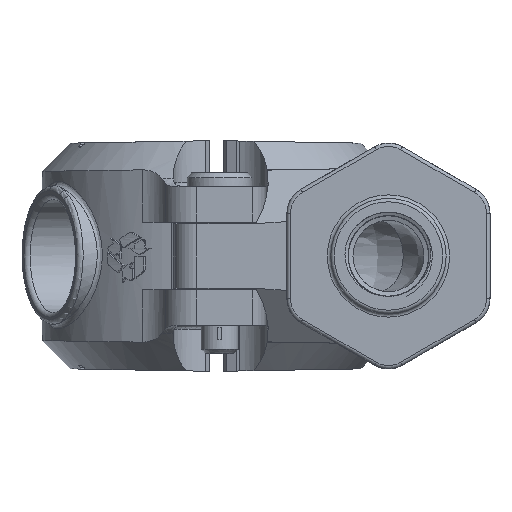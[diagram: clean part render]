
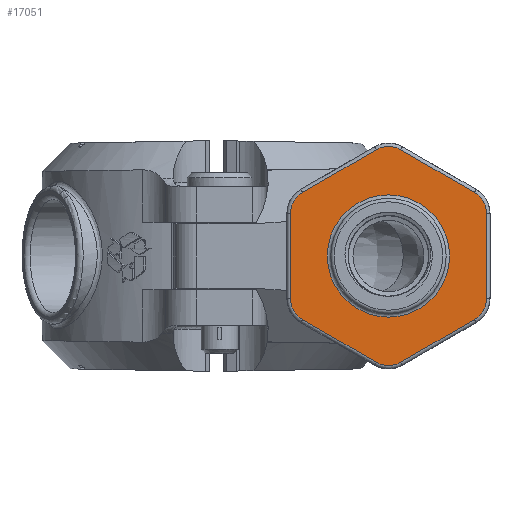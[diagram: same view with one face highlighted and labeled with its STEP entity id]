
A CAD part, front view. The second image highlights one B-rep face of the part: STEP entity #17051.
In plain terms, the highlighted planar face has unit normal (0, -1, 0).
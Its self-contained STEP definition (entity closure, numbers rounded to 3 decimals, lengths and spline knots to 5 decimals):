
#195=PLANE('',#18370);
#698=FACE_BOUND('',#5064,.T.);
#1146=CIRCLE('',#17945,0.00525);
#1287=CIRCLE('',#18371,0.00525);
#1288=CIRCLE('',#18372,0.00525);
#1289=CIRCLE('',#18373,0.00525);
#1290=CIRCLE('',#18374,0.00525);
#1291=CIRCLE('',#18375,0.00525);
#1292=CIRCLE('',#18376,0.01325);
#1293=CIRCLE('',#18377,0.01325);
#2151=LINE('',#47187,#3081);
#2152=LINE('',#47191,#3082);
#2153=LINE('',#47195,#3083);
#2154=LINE('',#47199,#3084);
#2155=LINE('',#47202,#3085);
#2156=LINE('',#47203,#3086);
#3081=VECTOR('',#21393,1.);
#3082=VECTOR('',#21396,1.);
#3083=VECTOR('',#21399,1.);
#3084=VECTOR('',#21402,1.);
#3085=VECTOR('',#21405,1.);
#3086=VECTOR('',#21406,1.);
#4065=FACE_OUTER_BOUND('',#5063,.T.);
#5063=EDGE_LOOP('',(#13838,#13839,#13840,#13841,#13842,#13843,#13844,#13845,
#13846,#13847,#13848,#13849));
#5064=EDGE_LOOP('',(#13850,#13851));
#7544=VERTEX_POINT('',#38680);
#7547=VERTEX_POINT('',#38685);
#7936=VERTEX_POINT('',#47183);
#7937=VERTEX_POINT('',#47184);
#7938=VERTEX_POINT('',#47186);
#7939=VERTEX_POINT('',#47188);
#7940=VERTEX_POINT('',#47190);
#7941=VERTEX_POINT('',#47192);
#7942=VERTEX_POINT('',#47194);
#7943=VERTEX_POINT('',#47196);
#7944=VERTEX_POINT('',#47198);
#7945=VERTEX_POINT('',#47200);
#7946=VERTEX_POINT('',#47204);
#7947=VERTEX_POINT('',#47205);
#9430=EDGE_CURVE('',#7544,#7547,#1146,.T.);
#10179=EDGE_CURVE('',#7936,#7937,#1287,.T.);
#10180=EDGE_CURVE('',#7937,#7938,#2151,.T.);
#10181=EDGE_CURVE('',#7938,#7939,#1288,.T.);
#10182=EDGE_CURVE('',#7939,#7940,#2152,.T.);
#10183=EDGE_CURVE('',#7940,#7941,#1289,.T.);
#10184=EDGE_CURVE('',#7941,#7942,#2153,.T.);
#10185=EDGE_CURVE('',#7942,#7943,#1290,.T.);
#10186=EDGE_CURVE('',#7943,#7944,#2154,.T.);
#10187=EDGE_CURVE('',#7944,#7945,#1291,.T.);
#10188=EDGE_CURVE('',#7945,#7544,#2155,.T.);
#10189=EDGE_CURVE('',#7547,#7936,#2156,.T.);
#10190=EDGE_CURVE('',#7946,#7947,#1292,.T.);
#10191=EDGE_CURVE('',#7947,#7946,#1293,.T.);
#13838=ORIENTED_EDGE('',*,*,#10179,.T.);
#13839=ORIENTED_EDGE('',*,*,#10180,.T.);
#13840=ORIENTED_EDGE('',*,*,#10181,.T.);
#13841=ORIENTED_EDGE('',*,*,#10182,.T.);
#13842=ORIENTED_EDGE('',*,*,#10183,.T.);
#13843=ORIENTED_EDGE('',*,*,#10184,.T.);
#13844=ORIENTED_EDGE('',*,*,#10185,.T.);
#13845=ORIENTED_EDGE('',*,*,#10186,.T.);
#13846=ORIENTED_EDGE('',*,*,#10187,.T.);
#13847=ORIENTED_EDGE('',*,*,#10188,.T.);
#13848=ORIENTED_EDGE('',*,*,#9430,.T.);
#13849=ORIENTED_EDGE('',*,*,#10189,.T.);
#13850=ORIENTED_EDGE('',*,*,#10190,.T.);
#13851=ORIENTED_EDGE('',*,*,#10191,.T.);
#17051=ADVANCED_FACE('',(#4065,#698),#195,.T.);
#17945=AXIS2_PLACEMENT_3D('',#38687,#20137,#20138);
#18370=AXIS2_PLACEMENT_3D('',#47182,#21389,#21390);
#18371=AXIS2_PLACEMENT_3D('',#47185,#21391,#21392);
#18372=AXIS2_PLACEMENT_3D('',#47189,#21394,#21395);
#18373=AXIS2_PLACEMENT_3D('',#47193,#21397,#21398);
#18374=AXIS2_PLACEMENT_3D('',#47197,#21400,#21401);
#18375=AXIS2_PLACEMENT_3D('',#47201,#21403,#21404);
#18376=AXIS2_PLACEMENT_3D('',#47206,#21407,#21408);
#18377=AXIS2_PLACEMENT_3D('',#47207,#21409,#21410);
#20137=DIRECTION('center_axis',(0.,-1.,0.));
#20138=DIRECTION('ref_axis',(-1.,0.,0.));
#21389=DIRECTION('center_axis',(0.,-1.,0.));
#21390=DIRECTION('ref_axis',(0.,0.,
-1.));
#21391=DIRECTION('center_axis',(0.,-1.,0.));
#21392=DIRECTION('ref_axis',(-1.,0.,0.));
#21393=DIRECTION('',(-0.866,0.,-0.5));
#21394=DIRECTION('center_axis',(0.,-1.,0.));
#21395=DIRECTION('ref_axis',(-1.,0.,0.));
#21396=DIRECTION('',(0.,0.,-1.));
#21397=DIRECTION('center_axis',(0.,-1.,0.));
#21398=DIRECTION('ref_axis',(-1.,0.,0.));
#21399=DIRECTION('',(0.866,0.,-0.5));
#21400=DIRECTION('center_axis',(0.,-1.,0.));
#21401=DIRECTION('ref_axis',(-1.,0.,0.));
#21402=DIRECTION('',(0.866,0.,0.5));
#21403=DIRECTION('center_axis',(0.,-1.,0.));
#21404=DIRECTION('ref_axis',(-1.,0.,0.));
#21405=DIRECTION('',(0.,0.,1.));
#21406=DIRECTION('',(-0.866,0.,0.5));
#21407=DIRECTION('center_axis',(0.,1.,0.));
#21408=DIRECTION('ref_axis',(-1.,0.,0.));
#21409=DIRECTION('center_axis',(0.,1.,0.));
#21410=DIRECTION('ref_axis',(-1.,0.,0.));
#38680=CARTESIAN_POINT('',(5.34021,10.96929,0.03026));
#38685=CARTESIAN_POINT('',(5.33758,10.96929,0.03481));
#38687=CARTESIAN_POINT('Origin',(5.33496,10.96929,0.03026));
#47182=CARTESIAN_POINT('Origin',(5.42227,10.96929,0.6268));
#47183=CARTESIAN_POINT('',(5.32158,10.96929,0.04404));
#47184=CARTESIAN_POINT('',(5.31633,10.96929,0.04404));
#47185=CARTESIAN_POINT('Origin',(5.31896,10.96929,0.0395));
#47186=CARTESIAN_POINT('',(5.30033,10.96929,0.03481));
#47187=CARTESIAN_POINT('',(5.64813,10.96929,0.23561));
#47188=CARTESIAN_POINT('',(5.29771,10.96929,0.03026));
#47189=CARTESIAN_POINT('Origin',(5.30296,10.96929,0.03026));
#47190=CARTESIAN_POINT('',(5.29771,10.96929,0.01178));
#47191=CARTESIAN_POINT('',(5.29771,10.96929,0.6268));
#47192=CARTESIAN_POINT('',(5.30033,10.96929,0.00724));
#47193=CARTESIAN_POINT('Origin',(5.30296,10.96929,0.01178));
#47194=CARTESIAN_POINT('',(5.31633,10.96929,-0.002));
#47195=CARTESIAN_POINT('',(5.12351,10.96929,0.10933));
#47196=CARTESIAN_POINT('',(5.32158,10.96929,-0.002));
#47197=CARTESIAN_POINT('Origin',(5.31896,10.96929,0.00255));
#47198=CARTESIAN_POINT('',(5.33758,10.96929,0.00724));
#47199=CARTESIAN_POINT('',(5.66938,10.96929,0.1988));
#47200=CARTESIAN_POINT('',(5.34021,10.96929,0.01178));
#47201=CARTESIAN_POINT('Origin',(5.33496,10.96929,0.01178));
#47202=CARTESIAN_POINT('',(5.34021,10.96929,0.6268));
#47203=CARTESIAN_POINT('',(5.14476,10.96929,0.14613));
#47204=CARTESIAN_POINT('',(5.30571,10.96929,0.02102));
#47205=CARTESIAN_POINT('',(5.33221,10.96929,0.02102));
#47206=CARTESIAN_POINT('Origin',(5.31896,10.96929,0.02102));
#47207=CARTESIAN_POINT('Origin',(5.31896,10.96929,0.02102));
